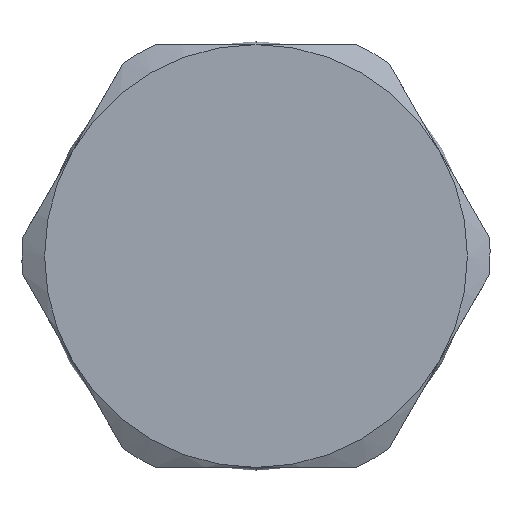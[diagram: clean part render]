
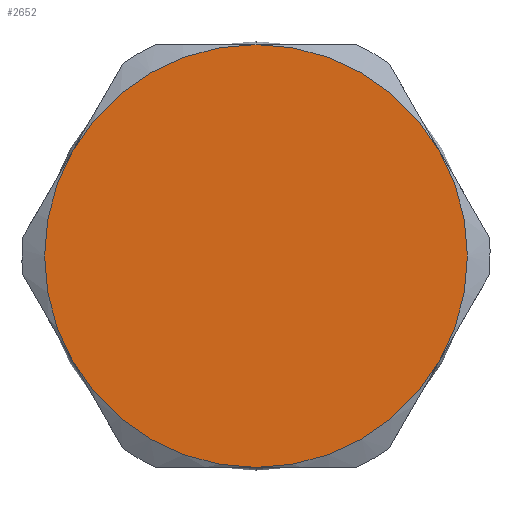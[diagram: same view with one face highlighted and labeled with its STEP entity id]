
A CAD part, left-side view. The second image highlights one B-rep face of the part: STEP entity #2652.
In plain terms, the highlighted planar face has unit normal (-1, 0, 0).
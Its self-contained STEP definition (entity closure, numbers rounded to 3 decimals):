
#90 = EDGE_CURVE ( 'NONE', #7538, #2415, #191, .T. ) ;
#191 = CIRCLE ( 'NONE', #817, 11.11 ) ;
#637 = VERTEX_POINT ( 'NONE', #6369 ) ;
#649 = CARTESIAN_POINT ( 'NONE',  ( -25.417, 0., 0. ) ) ;
#706 = AXIS2_PLACEMENT_3D ( 'NONE', #7488, #2020, #3892 ) ;
#709 = EDGE_CURVE ( 'NONE', #637, #7555, #3834, .T. ) ;
#817 = AXIS2_PLACEMENT_3D ( 'NONE', #649, #6661, #2451 ) ;
#1468 = CIRCLE ( 'NONE', #1981, 11.11 ) ;
#1770 = CARTESIAN_POINT ( 'NONE',  ( -25.417, 0., 0. ) ) ;
#1981 = AXIS2_PLACEMENT_3D ( 'NONE', #5190, #7027, #7047 ) ;
#2007 = ORIENTED_EDGE ( 'NONE', *, *, #4275, .T. ) ;
#2020 = DIRECTION ( 'NONE',  ( -1., 0., 0. ) ) ;
#2271 = DIRECTION ( 'NONE',  ( 0., 0., 1. ) ) ;
#2283 = EDGE_CURVE ( 'NONE', #2415, #6471, #6914, .T. ) ;
#2304 = CARTESIAN_POINT ( 'NONE',  ( -25.417, 0., -11.11 ) ) ;
#2393 = DIRECTION ( 'NONE',  ( 0., 0., 1. ) ) ;
#2415 = VERTEX_POINT ( 'NONE', #4801 ) ;
#2451 = DIRECTION ( 'NONE',  ( 0., 0., 1. ) ) ;
#2652 = ADVANCED_FACE ( 'NONE', ( #6929 ), #7418, .T. ) ;
#2940 = EDGE_CURVE ( 'NONE', #7555, #7538, #5988, .T. ) ;
#3048 = AXIS2_PLACEMENT_3D ( 'NONE', #7705, #7121, #4115 ) ;
#3364 = ORIENTED_EDGE ( 'NONE', *, *, #5983, .T. ) ;
#3423 = CARTESIAN_POINT ( 'NONE',  ( -25.417, 0., 11.11 ) ) ;
#3458 = VERTEX_POINT ( 'NONE', #4272 ) ;
#3525 = ORIENTED_EDGE ( 'NONE', *, *, #2940, .T. ) ;
#3834 = CIRCLE ( 'NONE', #3048, 11.11 ) ;
#3892 = DIRECTION ( 'NONE',  ( 0., 0., 1. ) ) ;
#4115 = DIRECTION ( 'NONE',  ( 0., 0., 1. ) ) ;
#4155 = DIRECTION ( 'NONE',  ( -1., 0., 0. ) ) ;
#4272 = CARTESIAN_POINT ( 'NONE',  ( -25.417, 9.622, 5.555 ) ) ;
#4275 = EDGE_CURVE ( 'NONE', #3458, #637, #1468, .T. ) ;
#4775 = EDGE_LOOP ( 'NONE', ( #7633, #3364, #2007, #5533, #3525, #7076 ) ) ;
#4778 = CARTESIAN_POINT ( 'NONE',  ( -25.417, 0., 0. ) ) ;
#4801 = CARTESIAN_POINT ( 'NONE',  ( -25.417, -9.622, 5.555 ) ) ;
#5190 = CARTESIAN_POINT ( 'NONE',  ( -25.417, 0., 0. ) ) ;
#5266 = CARTESIAN_POINT ( 'NONE',  ( -25.417, 0., 0. ) ) ;
#5533 = ORIENTED_EDGE ( 'NONE', *, *, #709, .T. ) ;
#5602 = AXIS2_PLACEMENT_3D ( 'NONE', #1770, #6022, #5973 ) ;
#5647 = AXIS2_PLACEMENT_3D ( 'NONE', #4778, #7162, #2393 ) ;
#5973 = DIRECTION ( 'NONE',  ( 0., 0., 1. ) ) ;
#5983 = EDGE_CURVE ( 'NONE', #6471, #3458, #7746, .T. ) ;
#5988 = CIRCLE ( 'NONE', #6409, 11.11 ) ;
#6022 = DIRECTION ( 'NONE',  ( -1., 0., 0. ) ) ;
#6369 = CARTESIAN_POINT ( 'NONE',  ( -25.417, 9.622, -5.555 ) ) ;
#6409 = AXIS2_PLACEMENT_3D ( 'NONE', #5266, #4155, #2271 ) ;
#6471 = VERTEX_POINT ( 'NONE', #3423 ) ;
#6499 = CARTESIAN_POINT ( 'NONE',  ( -25.417, -9.622, -5.555 ) ) ;
#6661 = DIRECTION ( 'NONE',  ( -1., 0., 0. ) ) ;
#6914 = CIRCLE ( 'NONE', #5647, 11.11 ) ;
#6929 = FACE_OUTER_BOUND ( 'NONE', #4775, .T. ) ;
#7027 = DIRECTION ( 'NONE',  ( -1., 0., 0. ) ) ;
#7047 = DIRECTION ( 'NONE',  ( 0., 0., 1. ) ) ;
#7076 = ORIENTED_EDGE ( 'NONE', *, *, #90, .T. ) ;
#7121 = DIRECTION ( 'NONE',  ( -1., 0., 0. ) ) ;
#7162 = DIRECTION ( 'NONE',  ( -1., 0., 0. ) ) ;
#7418 = PLANE ( 'NONE',  #706 ) ;
#7488 = CARTESIAN_POINT ( 'NONE',  ( -25.417, 0., 22.22 ) ) ;
#7538 = VERTEX_POINT ( 'NONE', #6499 ) ;
#7555 = VERTEX_POINT ( 'NONE', #2304 ) ;
#7633 = ORIENTED_EDGE ( 'NONE', *, *, #2283, .T. ) ;
#7705 = CARTESIAN_POINT ( 'NONE',  ( -25.417, 0., 0. ) ) ;
#7746 = CIRCLE ( 'NONE', #5602, 11.11 ) ;
